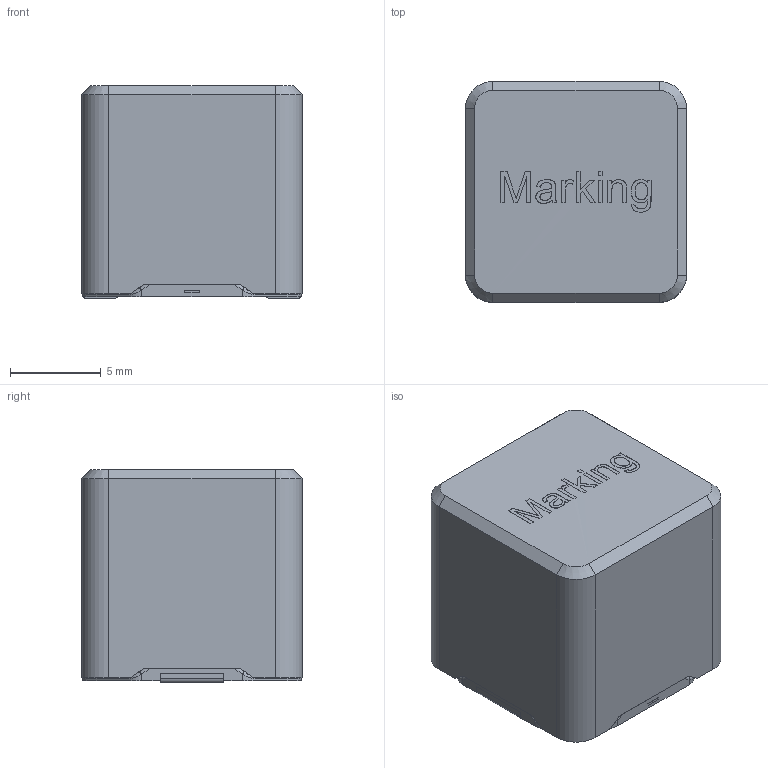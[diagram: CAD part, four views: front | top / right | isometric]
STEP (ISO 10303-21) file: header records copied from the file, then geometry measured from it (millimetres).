
FILE_DESCRIPTION(/* description */ ('Unknown'),/* implementation_level */ '2;1');
FILE_NAME(/* name */ 'L_Wurth_WE-CHSA-1212',/* time_stamp */ '2025-05-19T17:37:29+08:00',/* author */ ('Unknown'),/* organization */ ('Unknown'),/* preprocessor_version */ 'ST-DEVELOPER v19.4',/* originating_system */ 'Solid Edge',/* authorisation */ 'Unknown');
FILE_SCHEMA (('AUTOMOTIVE_DESIGN {1 0 10303 214 3 1 1}'));
Length unit declared in the file: millimetre
Products named in the file (2): L_Wurth_WE-CHSA-1212
Assembly tree (1 placements, depth 2):
  L_Wurth_WE-CHSA-1212
    L_Wurth_WE-CHSA-1212
Bounding box: 12.2 x 12.2 x 11.75 mm (x, y, z)
Volume: 1715 mm3; surface area: 1252.9 mm2
Topology: 4 solids, 4 shells, 297 faces, 802 edges, 517 vertices
Faces by surface type: plane 184, cylinder 81, bspline 22, torus 6, cone 4
Full cylindrical faces by diameter (mm): 1.85 x2
Entity records: 10658 total; most frequent: CARTESIAN_POINT 2714, ORIENTED_EDGE 1594, DIRECTION 1339, EDGE_CURVE 797, VERTEX_POINT 517, LINE 485, VECTOR 485, AXIS2_PLACEMENT_3D 427
